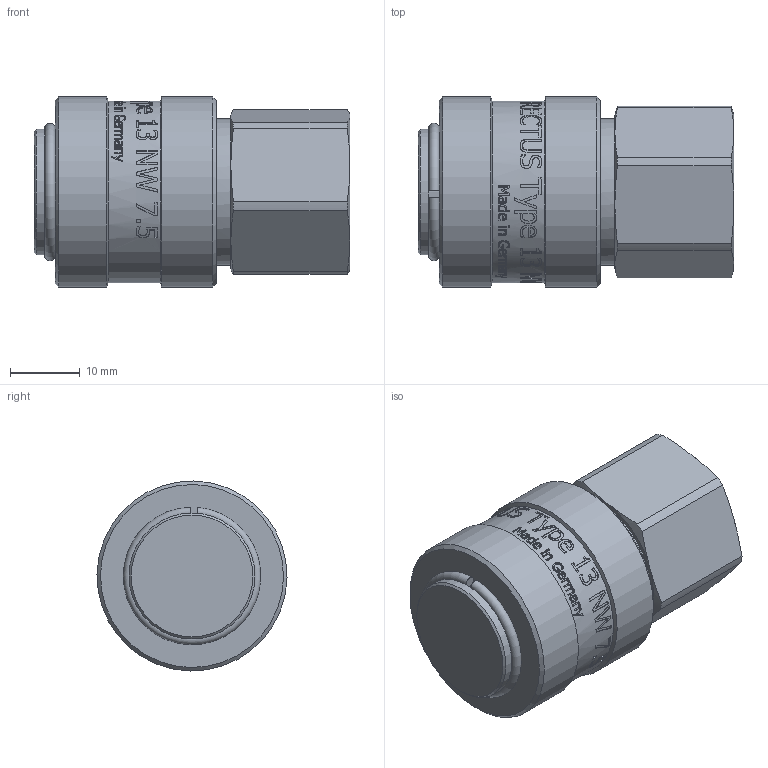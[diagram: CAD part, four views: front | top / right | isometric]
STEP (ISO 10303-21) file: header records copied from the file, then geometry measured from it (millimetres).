
FILE_DESCRIPTION((''),'2;1');
FILE_NAME('13kaiw13mpx.stp','2014-11-12T14:01:05',('IA176480'),(''),'Autodesk Inventor 2013','Autodesk Inventor 2013','');
FILE_SCHEMA(('AUTOMOTIVE_DESIGN { 1 0 10303 214 1 1 1 1 }'));
Length unit declared in the file: millimetre
Products named in the file (1): D112775
Bounding box: 45.1 x 27.15 x 27.15 mm (x, y, z)
Volume: 15809.8 mm3; surface area: 9409.7 mm2
Topology: 2 solids, 5 shells, 564 faces, 1507 edges, 996 vertices
Faces by surface type: bspline 238, plane 231, cylinder 69, cone 20, torus 6
Full cylindrical faces by diameter (mm): 11.445 x1, 14.45 x1, 15.614 x1, 15.75 x1, 16.65 x2, 17 x1, 18 x3, 21 x2, 24.6 x1, 26 x1, 27.15 x2
Entity records: 77507 total; most frequent: CARTESIAN_POINT 65430, ORIENTED_EDGE 2940, DIRECTION 1627, EDGE_CURVE 1470, VERTEX_POINT 985, B_SPLINE_CURVE_WITH_KNOTS 675, EDGE_LOOP 643, VECTOR 569
